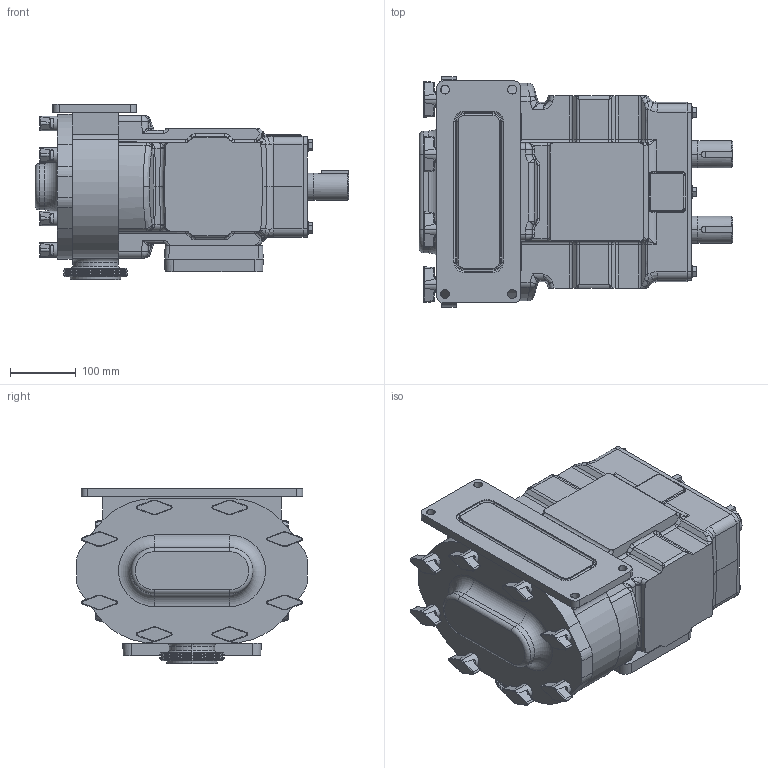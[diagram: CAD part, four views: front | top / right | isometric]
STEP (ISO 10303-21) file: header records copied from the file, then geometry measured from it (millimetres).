
FILE_DESCRIPTION (( 'STEP AP214' ), '1' );
FILE_NAME ('TRA10-0640-014.STEP', '2024-04-05T13:58:20', ( '' ), ( '' ), 'SwSTEP 2.0', 'SolidWorks 2022', '' );
FILE_SCHEMA (( 'AUTOMOTIVE_DESIGN' ));
Length unit declared in the file: inch
Products named in the file (5): 0600RJT30; TRA10-0600-GEARBOX-V; TRA10-0640-BODY; TRA10-0600-COVER-STD; TRA10-0640-014
Assembly tree (4 placements, depth 2):
  TRA10-0640-014
    TRA10-0600-GEARBOX-V
    TRA10-0640-BODY
    TRA10-0600-COVER-STD
    0600RJT30
Bounding box: 475.32 x 349.25 x 266.64 mm (x, y, z)
Volume: 20154774.1 mm3; surface area: 929784.8 mm2
Topology: 4 solids, 4 shells, 1105 faces, 2686 edges, 1592 vertices
Faces by surface type: cylinder 393, plane 292, bspline 206, torus 120, cone 78, sphere 16
Entity records: 40483 total; most frequent: CARTESIAN_POINT 16615, ORIENTED_EDGE 5316, DIRECTION 4646, EDGE_CURVE 2658, AXIS2_PLACEMENT_3D 1808, VERTEX_POINT 1592, EDGE_LOOP 1154, ADVANCED_FACE 1105
